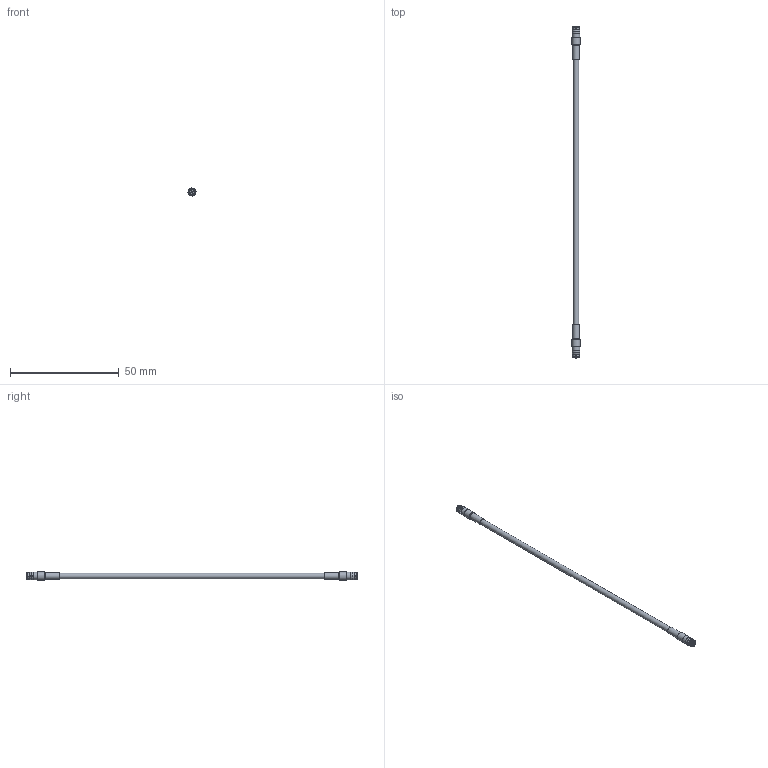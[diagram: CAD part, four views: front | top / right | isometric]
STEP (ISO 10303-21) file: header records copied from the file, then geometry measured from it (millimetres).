
FILE_DESCRIPTION(/* description */ ('Unknown'),/* implementation_level */ '2;1');
FILE_NAME(/* name */ '65503321215301',/* time_stamp */ '2020-01-14T09:23:21+01:00',/* author */ ('Unknown'),/* organization */ ('Unknown'),/* preprocessor_version */ 'ST-DEVELOPER v16.7',/* originating_system */ 'DEX',/* authorisation */ $);
FILE_SCHEMA (('AUTOMOTIVE_DESIGN {1 0 10303 214 3 1 1}'));
Length unit declared in the file: millimetre
Products named in the file (1): 65503321215301
Bounding box: 3.7 x 152.4 x 3.7 mm (x, y, z)
Volume: 900 mm3; surface area: 1472.2 mm2
Topology: 1 solids, 1 shells, 177 faces, 465 edges, 300 vertices
Faces by surface type: plane 84, cone 46, cylinder 45, torus 2
Full cylindrical faces by diameter (mm): 0.75 x2, 1.95 x2, 2.25 x2, 2.6 x1, 2.85 x2, 2.9 x2, 3.1 x2, 3.5 x2, 3.7 x2
Entity records: 6615 total; most frequent: CARTESIAN_POINT 1158, DIRECTION 932, ORIENTED_EDGE 840, AXIS2_PLACEMENT_3D 426, EDGE_CURVE 420, VERTEX_POINT 284, FACE_BOUND 216, EDGE_LOOP 214
